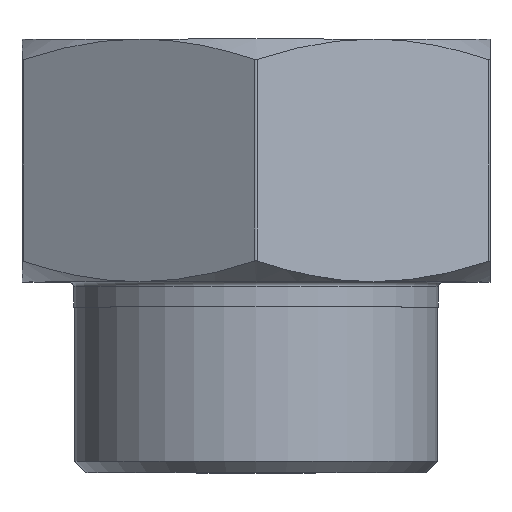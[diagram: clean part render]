
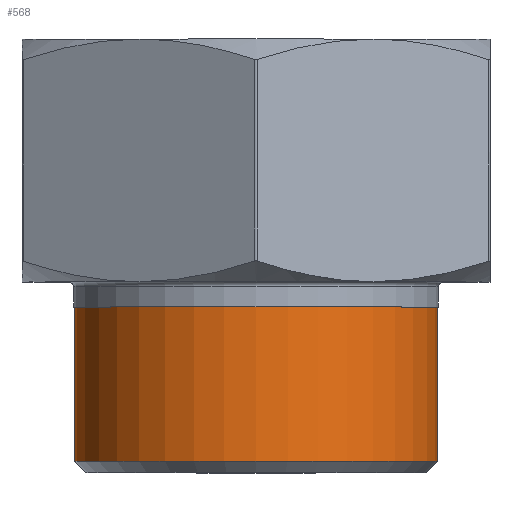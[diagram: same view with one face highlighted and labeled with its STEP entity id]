
A CAD part, top view. The second image highlights one B-rep face of the part: STEP entity #568.
In plain terms, the highlighted cylindrical face has radius 20.955 mm (diameter 41.91 mm), a full revolution.
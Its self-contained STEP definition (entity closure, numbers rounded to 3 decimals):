
#29=FACE_BOUND('',#198,.T.);
#72=CIRCLE('',#637,20.955);
#73=CIRCLE('',#639,20.955);
#142=FACE_OUTER_BOUND('',#197,.T.);
#197=EDGE_LOOP('',(#475));
#198=EDGE_LOOP('',(#476));
#299=VERTEX_POINT('',#1089);
#300=VERTEX_POINT('',#1092);
#367=EDGE_CURVE('',#299,#299,#72,.T.);
#368=EDGE_CURVE('',#300,#300,#73,.T.);
#475=ORIENTED_EDGE('',*,*,#368,.T.);
#476=ORIENTED_EDGE('',*,*,#367,.F.);
#539=CYLINDRICAL_SURFACE('',#638,20.955);
#568=ADVANCED_FACE('',(#142,#29),#539,.T.);
#637=AXIS2_PLACEMENT_3D('',#1090,#774,#775);
#638=AXIS2_PLACEMENT_3D('',#1091,#776,#777);
#639=AXIS2_PLACEMENT_3D('',#1093,#778,#779);
#774=DIRECTION('center_axis',(0.,-1.,0.));
#775=DIRECTION('ref_axis',(1.,0.,0.));
#776=DIRECTION('center_axis',(0.,-1.,0.));
#777=DIRECTION('ref_axis',(1.,0.,0.));
#778=DIRECTION('center_axis',(0.,-1.,0.));
#779=DIRECTION('ref_axis',(1.,0.,0.));
#1089=CARTESIAN_POINT('',(-20.955,-34.7,0.));
#1090=CARTESIAN_POINT('Origin',(0.,-34.7,0.));
#1091=CARTESIAN_POINT('Origin',(0.,-14.,0.));
#1092=CARTESIAN_POINT('',(-20.955,-16.9,0.));
#1093=CARTESIAN_POINT('Origin',(0.,-16.9,0.));
